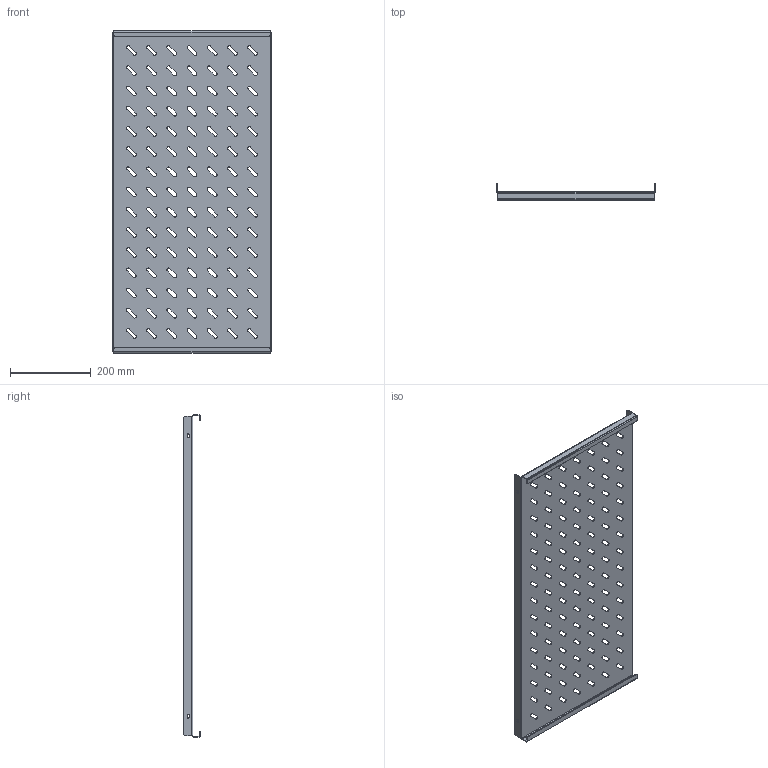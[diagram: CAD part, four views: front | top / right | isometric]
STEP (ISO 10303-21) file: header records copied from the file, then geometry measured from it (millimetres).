
FILE_DESCRIPTION (( 'STEP AP214' ), '1' );
FILE_NAME ('945.250.STEP', '2024-09-20T11:18:02', ( '' ), ( '' ), 'SwSTEP 2.0', 'SolidWorks 2021', '' );
FILE_SCHEMA (( 'AUTOMOTIVE_DESIGN' ));
Length unit declared in the file: millimetre
Products named in the file (1): 945.250
Bounding box: 392 x 41 x 797 mm (x, y, z)
Volume: 512230.5 mm3; surface area: 698097.4 mm2
Topology: 1 solids, 1 shells, 593 faces, 1745 edges, 1154 vertices
Faces by surface type: cylinder 343, plane 250
Entity records: 20431 total; most frequent: DIRECTION 3619, CARTESIAN_POINT 3493, ORIENTED_EDGE 3490, EDGE_CURVE 1745, AXIS2_PLACEMENT_3D 1280, VERTEX_POINT 1154, VECTOR 1059, LINE 1059
